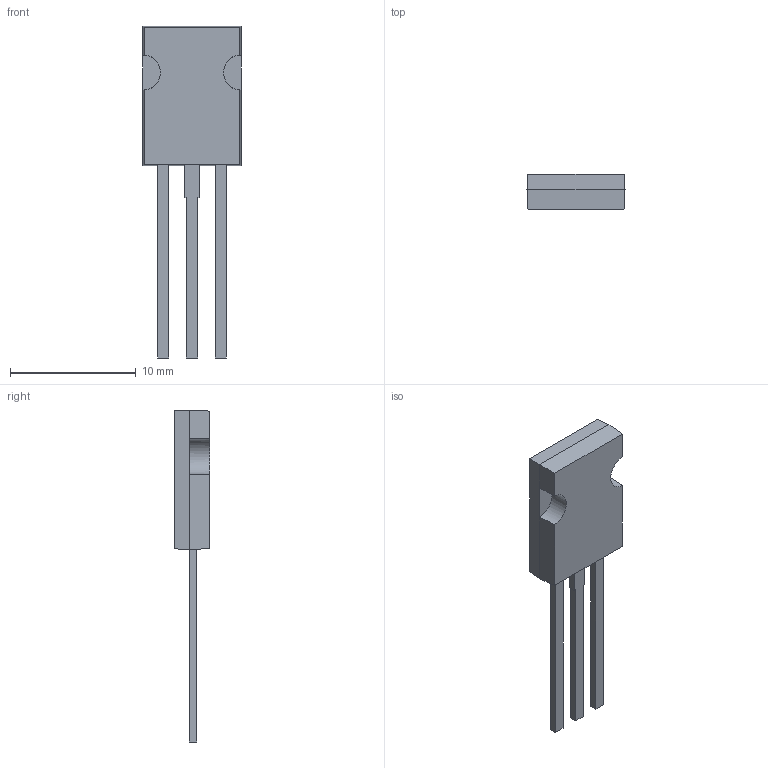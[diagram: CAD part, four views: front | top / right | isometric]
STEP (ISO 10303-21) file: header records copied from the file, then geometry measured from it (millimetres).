
FILE_DESCRIPTION(('STEP AP214'), '1');
FILE_NAME('SOT82', '2016-02-14T19:27:07', ('Nobody'), (''), 'ASCON STEP Converter 1.3', 'ASCON Math Kernel', '');
FILE_SCHEMA(('AUTOMOTIVE_DESIGN { 1 0 10303 214 3 1 1}'));
Length unit declared in the file: millimetre
Bounding box: 7.8 x 2.8 x 26.4 mm (x, y, z)
Volume: 253.7 mm3; surface area: 536.3 mm2
Topology: 5 solids, 5 shells, 73 faces, 178 edges, 116 vertices
Faces by surface type: plane 63, cylinder 10
Entity records: 2760 total; most frequent: CARTESIAN_POINT 380, ORIENTED_EDGE 356, DIRECTION 342, EDGE_CURVE 178, LINE 154, VECTOR 154, VERTEX_POINT 116, AXIS2_PLACEMENT_3D 94
